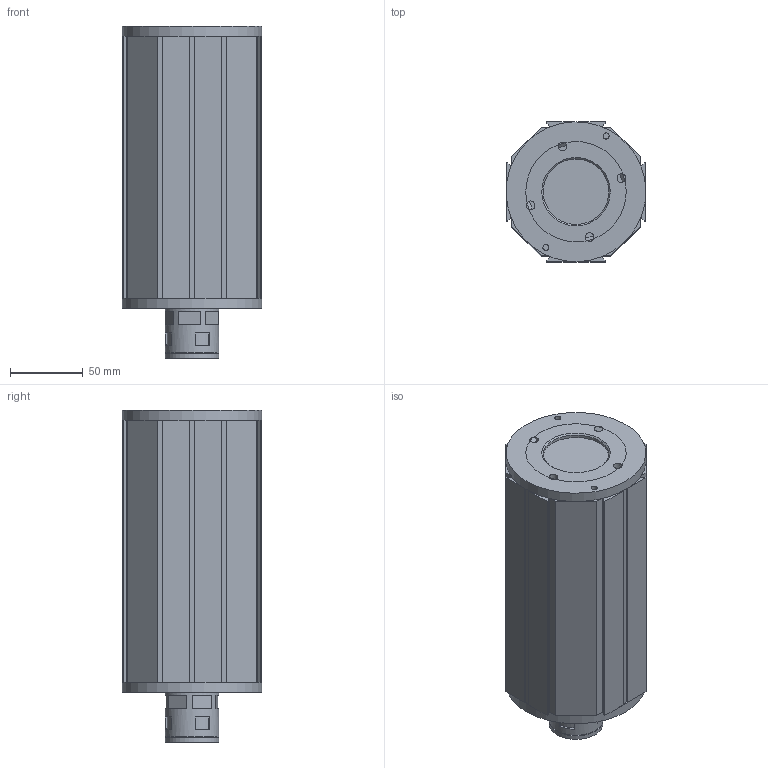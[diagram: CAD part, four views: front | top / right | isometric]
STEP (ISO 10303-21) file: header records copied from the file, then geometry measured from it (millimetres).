
FILE_DESCRIPTION(('STEP AP214'),'1');
FILE_NAME('ORC-S45.stp','2024-10-21T03:19:54',(' '),(' '),'Spatial InterOp 3D',' ',' ');
FILE_SCHEMA(('AUTOMOTIVE_DESIGN { 1 0 10303 214 1 1 1 1 }'));
Length unit declared in the file: metre
Products named in the file (11): Frontdeckel_2_22_; Deckel_Orca_DIN472_2_22_ Sprengring; ORC-S45; Frontdeckel_3_22_ Layout; Deckel_Orca_DIN472_3_22_ Sprengring; St_tzring; Sprengring78; 3 Zoll Scheibe; Orca_Profil_M (180); Deckel_Orca_DIN472_R_ckwand M32; Rqg_m_32-28_5
Assembly tree (10 placements, depth 3):
  ORC-S45
    Frontdeckel_2_22_
      Deckel_Orca_DIN472_2_22_ Sprengring
    Frontdeckel_3_22_ Layout
      Deckel_Orca_DIN472_3_22_ Sprengring
      St_tzring
      Sprengring78
      3 Zoll Scheibe
    Orca_Profil_M (180)
    Deckel_Orca_DIN472_R_ckwand M32
    Rqg_m_32-28_5
Bounding box: 96 x 96 x 228 mm (x, y, z)
Volume: 498756.5 mm3; surface area: 206151.7 mm2
Topology: 8 solids, 8 shells, 233 faces, 507 edges, 338 vertices
Faces by surface type: plane 146, cylinder 74, cone 12, torus 1
Full cylindrical faces by diameter (mm): 2 x4, 4.2 x6, 6 x4, 23.5 x1, 28.5 x1, 30.95 x1, 31 x1, 32 x2, 37 x2, 45 x1, 46.6 x1, 52 x2, 53.6 x1, 65 x1, 68 x1, 69 x1, 74.2 x1, 76 x1, 77 x1, 78 x5, 79.8 x2, 85 x1, 85.5 x2, 85.8 x3, 87 x5, 96 x3
Entity records: 10470 total; most frequent: CARTESIAN_POINT 1340, DIRECTION 1030, ORIENTED_EDGE 842, STYLED_ITEM 662, PRESENTATION_STYLE_ASSIGNMENT 662, COLOUR_RGB 662, EDGE_CURVE 421, CURVE_STYLE 421
